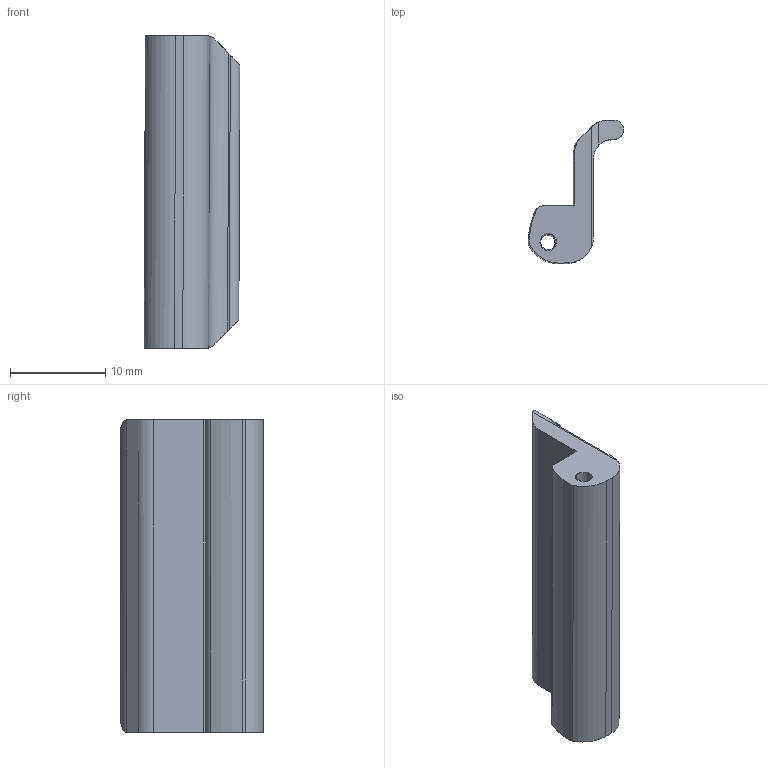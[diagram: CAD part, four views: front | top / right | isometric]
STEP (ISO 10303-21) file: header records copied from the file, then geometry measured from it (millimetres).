
FILE_DESCRIPTION(/* description */ (''),/* implementation_level */ '2;1');
FILE_NAME(/* name */ 'cam.step',/* time_stamp */ '2022-01-08T17:56:43+01:00',/* author */ (''),/* organization */ (''),/* preprocessor_version */ 'ST-DEVELOPER v18.1',/* originating_system */ 'Autodesk Translation Framework v10.10.0.1391',/* authorisation */ '');
FILE_SCHEMA (('AUTOMOTIVE_DESIGN { 1 0 10303 214 3 1 1 }'));
Length unit declared in the file: millimetre
Products named in the file (2): Cartridge_Cams v11; Toggle_Clamp_V4 (1)
Assembly tree (1 placements, depth 2):
  Cartridge_Cams v11
    Toggle_Clamp_V4 (1)
Bounding box: 10.03 x 15.01 x 32.83 mm (x, y, z)
Volume: 1798.8 mm3; surface area: 1668.8 mm2
Topology: 1 solids, 1 shells, 26 faces, 68 edges, 46 vertices
Faces by surface type: plane 14, cylinder 12
Full cylindrical faces by diameter (mm): 1.6 x1
Entity records: 904 total; most frequent: CARTESIAN_POINT 183, DIRECTION 144, ORIENTED_EDGE 136, EDGE_CURVE 68, AXIS2_PLACEMENT_3D 53, VERTEX_POINT 46, LINE 38, VECTOR 38
